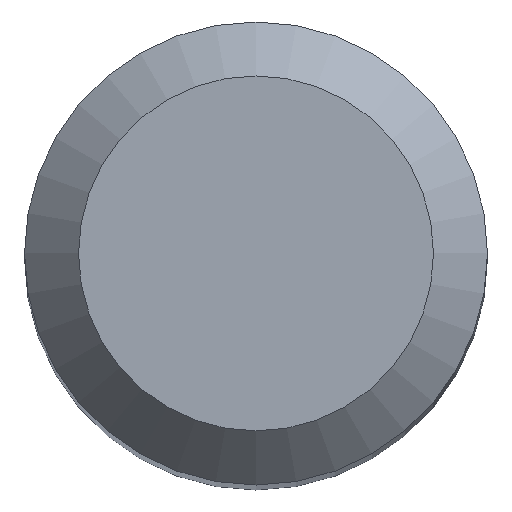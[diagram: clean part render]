
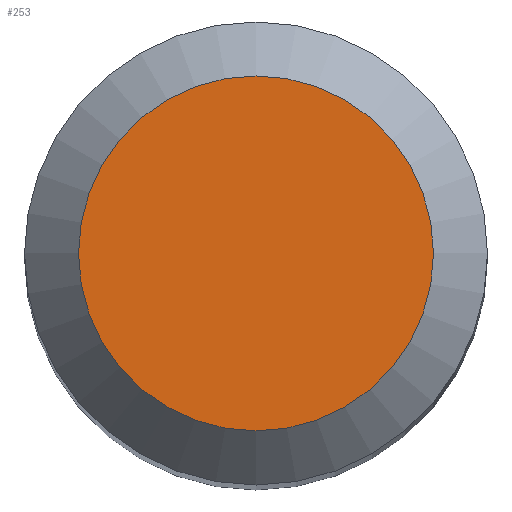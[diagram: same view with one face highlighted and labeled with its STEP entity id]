
A CAD part, top view. The second image highlights one B-rep face of the part: STEP entity #253.
In plain terms, the highlighted planar face has unit normal (0, 0, 1).
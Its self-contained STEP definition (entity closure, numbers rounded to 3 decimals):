
#9 = ORIENTED_EDGE ( 'NONE', *, *, #47, .F. ) ;
#25 = CARTESIAN_POINT ( 'NONE',  ( 0., 0., 66. ) ) ;
#47 = EDGE_CURVE ( 'NONE', #60, #60, #189, .T. ) ;
#60 = VERTEX_POINT ( 'NONE', #218 ) ;
#79 = DIRECTION ( 'NONE',  ( 0., 1., 0. ) ) ;
#88 = DIRECTION ( 'NONE',  ( 0., 0., -1. ) ) ;
#91 = EDGE_LOOP ( 'NONE', ( #9 ) ) ;
#132 = CARTESIAN_POINT ( 'NONE',  ( 0., 0., 66. ) ) ;
#165 = DIRECTION ( 'NONE',  ( 0., 1., 0. ) ) ;
#189 = CIRCLE ( 'NONE', #197, 2.3 ) ;
#191 = FACE_OUTER_BOUND ( 'NONE', #91, .T. ) ;
#197 = AXIS2_PLACEMENT_3D ( 'NONE', #25, #88, #165 ) ;
#213 = DIRECTION ( 'NONE',  ( 0., 0., -1. ) ) ;
#218 = CARTESIAN_POINT ( 'NONE',  ( 0., 2.3, 66. ) ) ;
#242 = AXIS2_PLACEMENT_3D ( 'NONE', #132, #213, #79 ) ;
#253 = ADVANCED_FACE ( 'NONE', ( #191 ), #258, .F. ) ;
#258 = PLANE ( 'NONE',  #242 ) ;
